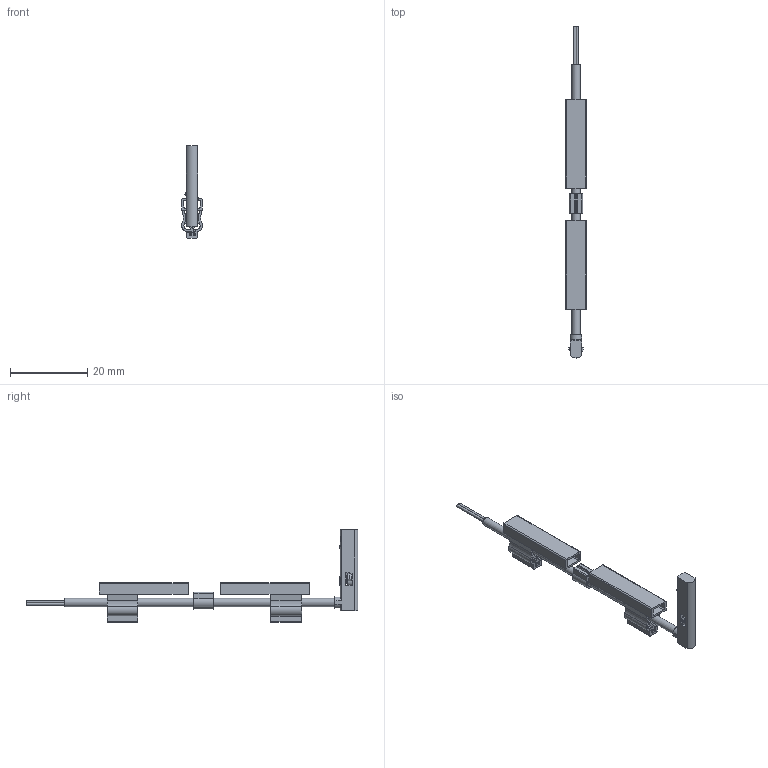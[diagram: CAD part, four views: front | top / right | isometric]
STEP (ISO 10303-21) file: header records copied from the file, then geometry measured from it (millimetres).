
FILE_DESCRIPTION(/* description */ ('STEP AP214'),/* implementation_level */ '2;1');
FILE_NAME(/* name */ '551374_SMT-10M-PS-24V-E-25-Q-OE',/* time_stamp */ '2024-09-15T08:30:05+02:00',/* author */ ('License CC BY-ND 4.0'),/* organization */ ('CADENAS'),/* preprocessor_version */ 'ST-DEVELOPER v19.3',/* originating_system */ 'PARTsolutions',/* authorisation */ ' ');
FILE_SCHEMA (('AUTOMOTIVE_DESIGN {1 0 10303 214 3 1 1}'));
Length unit declared in the file: millimetre
Products named in the file (4): 551374 SMT-10M-PS-24V-E-2,5-Q-OE; 551374 SMT-10M-PS-24V-E-2.5-Q-OE; 1247168 ASCF-M-23-S DM 2.1-3.4; 534255 SMBK-10
Assembly tree (4 placements, depth 2):
  551374 SMT-10M-PS-24V-E-2,5-Q-OE
    551374 SMT-10M-PS-24V-E-2.5-Q-OE
    1247168 ASCF-M-23-S DM 2.1-3.4  x2
    534255 SMBK-10
Bounding box: 5.4 x 86 x 23.99 mm (x, y, z)
Volume: 1149.5 mm3; surface area: 3284.5 mm2
Topology: 4 solids, 4 shells, 258 faces, 685 edges, 454 vertices
Faces by surface type: plane 163, cylinder 90, cone 5
Full cylindrical faces by diameter (mm): 0.6 x3, 1.43 x1, 1.8 x1, 2.15 x1
Entity records: 6389 total; most frequent: CARTESIAN_POINT 1011, DIRECTION 984, ORIENTED_EDGE 940, EDGE_CURVE 470, AXIS2_PLACEMENT_3D 333, LINE 318, VECTOR 318, VERTEX_POINT 316
